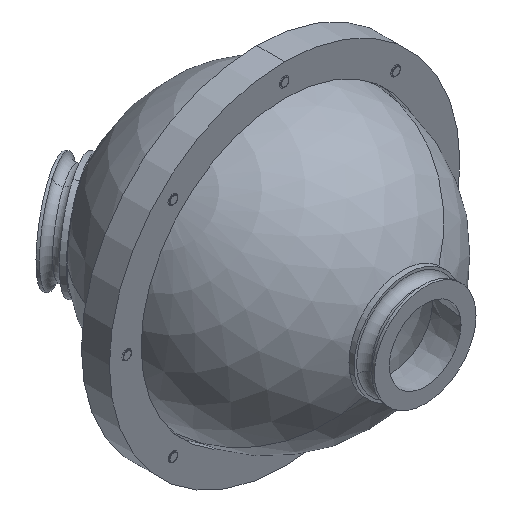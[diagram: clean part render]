
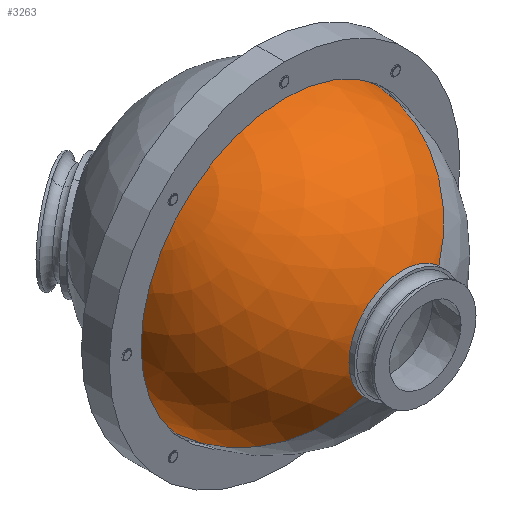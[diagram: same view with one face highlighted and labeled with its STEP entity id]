
A CAD part, isometric view. The second image highlights one B-rep face of the part: STEP entity #3263.
In plain terms, the highlighted spherical face has radius 28 mm.
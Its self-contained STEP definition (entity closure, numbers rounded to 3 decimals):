
#62 = AXIS2_PLACEMENT_3D ( 'NONE', #4450, #3171, #1962 ) ;
#265 = ORIENTED_EDGE ( 'NONE', *, *, #5956, .T. ) ;
#443 = CARTESIAN_POINT ( 'NONE',  ( 8.484, -18.311, 0. ) ) ;
#542 = CIRCLE ( 'NONE', #1876, 28. ) ;
#1155 = DIRECTION ( 'NONE',  ( 0.707, 0., 0.707 ) ) ;
#1516 = CIRCLE ( 'NONE', #62, 28. ) ;
#1599 = EDGE_LOOP ( 'NONE', ( #3045, #7224, #4839, #265 ) ) ;
#1820 = DIRECTION ( 'NONE',  ( -0.707, 0., 0.707 ) ) ;
#1876 = AXIS2_PLACEMENT_3D ( 'NONE', #443, #1820, #1155 ) ;
#1962 = DIRECTION ( 'NONE',  ( -0.707, 0., -0.707 ) ) ;
#2007 = DIRECTION ( 'NONE',  ( -0.707, 0., 0.707 ) ) ;
#2565 = CIRCLE ( 'NONE', #7672, 10. ) ;
#2649 = SPHERICAL_SURFACE ( 'NONE', #8076, 28. ) ;
#3045 = ORIENTED_EDGE ( 'NONE', *, *, #6021, .F. ) ;
#3155 = VERTEX_POINT ( 'NONE', #3225 ) ;
#3171 = DIRECTION ( 'NONE',  ( 0.707, 0., -0.707 ) ) ;
#3225 = CARTESIAN_POINT ( 'NONE',  ( 28.255, -19.811, 19.771 ) ) ;
#3263 = ADVANCED_FACE ( 'NONE', ( #7732 ), #2649, .T. ) ;
#3390 = VERTEX_POINT ( 'NONE', #4171 ) ;
#3933 = CARTESIAN_POINT ( 'NONE',  ( 8.484, -44.464, 0. ) ) ;
#4171 = CARTESIAN_POINT ( 'NONE',  ( 1.413, -44.464, -7.071 ) ) ;
#4178 = CARTESIAN_POINT ( 'NONE',  ( 8.484, -19.811, 0. ) ) ;
#4450 = CARTESIAN_POINT ( 'NONE',  ( 8.484, -18.311, 0. ) ) ;
#4572 = DIRECTION ( 'NONE',  ( 0.707, 0., -0.707 ) ) ;
#4623 = VERTEX_POINT ( 'NONE', #4770 ) ;
#4770 = CARTESIAN_POINT ( 'NONE',  ( 15.555, -44.464, 7.071 ) ) ;
#4839 = ORIENTED_EDGE ( 'NONE', *, *, #5052, .T. ) ;
#4917 = CIRCLE ( 'NONE', #8063, 27.96 ) ;
#5052 = EDGE_CURVE ( 'NONE', #4623, #3155, #542, .T. ) ;
#5143 = CARTESIAN_POINT ( 'NONE',  ( 8.484, -18.311, 0. ) ) ;
#5715 = EDGE_CURVE ( 'NONE', #4623, #3390, #2565, .T. ) ;
#5869 = CARTESIAN_POINT ( 'NONE',  ( -11.287, -19.811, -19.771 ) ) ;
#5956 = EDGE_CURVE ( 'NONE', #3155, #6838, #4917, .T. ) ;
#6021 = EDGE_CURVE ( 'NONE', #3390, #6838, #1516, .T. ) ;
#6514 = DIRECTION ( 'NONE',  ( 0., -1., 0. ) ) ;
#6714 = DIRECTION ( 'NONE',  ( 0., -1., 0. ) ) ;
#6838 = VERTEX_POINT ( 'NONE', #5869 ) ;
#7224 = ORIENTED_EDGE ( 'NONE', *, *, #5715, .F. ) ;
#7646 = DIRECTION ( 'NONE',  ( 0.707, 0., 0.707 ) ) ;
#7672 = AXIS2_PLACEMENT_3D ( 'NONE', #3933, #6514, #2007 ) ;
#7732 = FACE_OUTER_BOUND ( 'NONE', #1599, .T. ) ;
#7858 = DIRECTION ( 'NONE',  ( -0.707, 0., 0.707 ) ) ;
#8063 = AXIS2_PLACEMENT_3D ( 'NONE', #4178, #6714, #7858 ) ;
#8076 = AXIS2_PLACEMENT_3D ( 'NONE', #5143, #4572, #7646 ) ;
